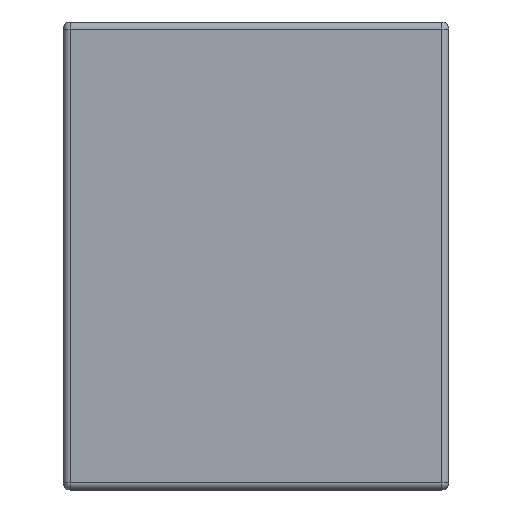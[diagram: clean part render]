
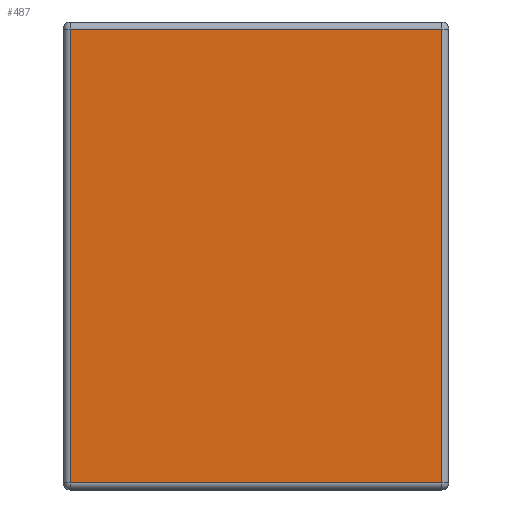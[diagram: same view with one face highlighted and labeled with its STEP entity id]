
A CAD part, left-side view. The second image highlights one B-rep face of the part: STEP entity #487.
In plain terms, the highlighted planar face has unit normal (-1, 0, 0).
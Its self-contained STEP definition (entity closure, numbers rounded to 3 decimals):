
#54 = CARTESIAN_POINT ( 'NONE',  ( -12.55, 10.55, -0.2 ) ) ;
#106 = CARTESIAN_POINT ( 'NONE',  ( -12.55, 10.75, -12.85 ) ) ;
#109 = ORIENTED_EDGE ( 'NONE', *, *, #279, .T. ) ;
#167 = EDGE_LOOP ( 'NONE', ( #904, #1721, #554, #109 ) ) ;
#215 = FACE_OUTER_BOUND ( 'NONE', #167, .T. ) ;
#240 = VECTOR ( 'NONE', #413, 1000. ) ;
#279 = EDGE_CURVE ( 'NONE', #1757, #1527, #619, .T. ) ;
#313 = VECTOR ( 'NONE', #442, 1000. ) ;
#345 = VECTOR ( 'NONE', #967, 1000. ) ;
#357 = LINE ( 'NONE', #1054, #313 ) ;
#372 = CARTESIAN_POINT ( 'NONE',  ( -12.55, 0.2, -12.85 ) ) ;
#413 = DIRECTION ( 'NONE',  ( 0., 0., 1. ) ) ;
#442 = DIRECTION ( 'NONE',  ( 0., 0., -1. ) ) ;
#487 = ADVANCED_FACE ( 'NONE', ( #215 ), #979, .T. ) ;
#521 = AXIS2_PLACEMENT_3D ( 'NONE', #1138, #1891, #1420 ) ;
#554 = ORIENTED_EDGE ( 'NONE', *, *, #744, .T. ) ;
#606 = EDGE_CURVE ( 'NONE', #1527, #1754, #1538, .T. ) ;
#613 = CARTESIAN_POINT ( 'NONE',  ( -12.55, 10.55, -12.85 ) ) ;
#619 = LINE ( 'NONE', #1778, #240 ) ;
#744 = EDGE_CURVE ( 'NONE', #1348, #1757, #1685, .T. ) ;
#904 = ORIENTED_EDGE ( 'NONE', *, *, #606, .T. ) ;
#967 = DIRECTION ( 'NONE',  ( 0., 1., 0. ) ) ;
#979 = PLANE ( 'NONE',  #521 ) ;
#1054 = CARTESIAN_POINT ( 'NONE',  ( -12.55, 10.55, 0. ) ) ;
#1138 = CARTESIAN_POINT ( 'NONE',  ( -12.55, 10.75, 0. ) ) ;
#1293 = CARTESIAN_POINT ( 'NONE',  ( -12.55, 0.2, -0.2 ) ) ;
#1348 = VERTEX_POINT ( 'NONE', #613 ) ;
#1401 = VECTOR ( 'NONE', #1749, 1000. ) ;
#1420 = DIRECTION ( 'NONE',  ( 0., 0., 1. ) ) ;
#1527 = VERTEX_POINT ( 'NONE', #1293 ) ;
#1538 = LINE ( 'NONE', #1732, #345 ) ;
#1577 = EDGE_CURVE ( 'NONE', #1754, #1348, #357, .T. ) ;
#1685 = LINE ( 'NONE', #106, #1401 ) ;
#1721 = ORIENTED_EDGE ( 'NONE', *, *, #1577, .T. ) ;
#1732 = CARTESIAN_POINT ( 'NONE',  ( -12.55, 10.75, -0.2 ) ) ;
#1749 = DIRECTION ( 'NONE',  ( 0., -1., 0. ) ) ;
#1754 = VERTEX_POINT ( 'NONE', #54 ) ;
#1757 = VERTEX_POINT ( 'NONE', #372 ) ;
#1778 = CARTESIAN_POINT ( 'NONE',  ( -12.55, 0.2, 0. ) ) ;
#1891 = DIRECTION ( 'NONE',  ( -1., 0., 0. ) ) ;
